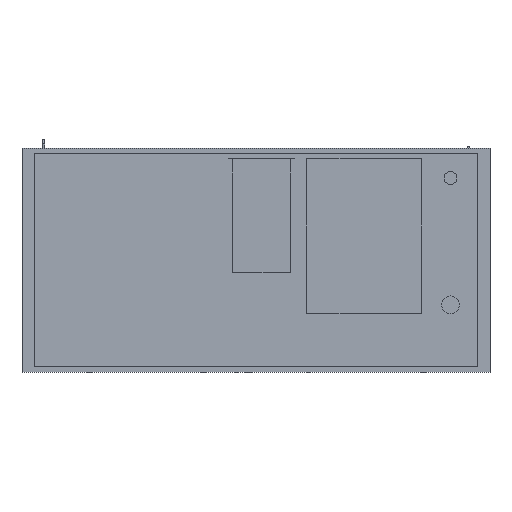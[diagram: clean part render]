
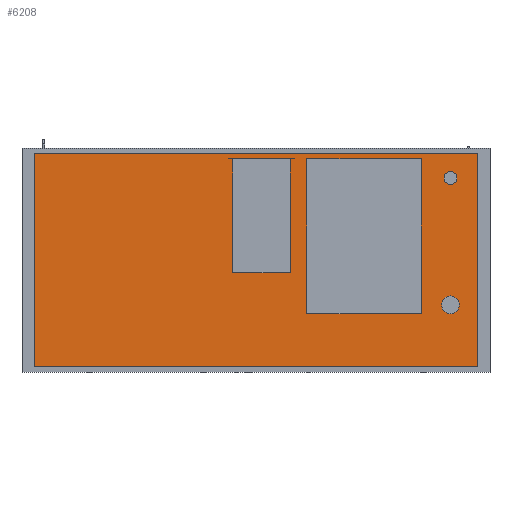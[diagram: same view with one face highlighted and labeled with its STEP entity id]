
A CAD part, front view. The second image highlights one B-rep face of the part: STEP entity #6208.
In plain terms, the highlighted planar face has unit normal (0, -1, 0).
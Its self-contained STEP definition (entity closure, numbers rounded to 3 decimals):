
#426=FACE_OUTER_BOUND('',#835,.T.);
#835=EDGE_LOOP('',(#4163,#4164,#4165,#4166));
#1264=LINE('',#9238,#1960);
#1266=LINE('',#9242,#1962);
#1267=LINE('',#9244,#1963);
#1268=LINE('',#9245,#1964);
#1960=VECTOR('',#7333,10.);
#1962=VECTOR('',#7337,10.);
#1963=VECTOR('',#7338,10.);
#1964=VECTOR('',#7339,10.);
#2647=VERTEX_POINT('',#9235);
#2648=VERTEX_POINT('',#9237);
#2649=VERTEX_POINT('',#9241);
#2650=VERTEX_POINT('',#9243);
#3248=EDGE_CURVE('',#2647,#2648,#1264,.T.);
#3250=EDGE_CURVE('',#2649,#2647,#1266,.T.);
#3251=EDGE_CURVE('',#2650,#2649,#1267,.T.);
#3252=EDGE_CURVE('',#2648,#2650,#1268,.T.);
#4163=ORIENTED_EDGE('',*,*,#3250,.F.);
#4164=ORIENTED_EDGE('',*,*,#3251,.F.);
#4165=ORIENTED_EDGE('',*,*,#3252,.F.);
#4166=ORIENTED_EDGE('',*,*,#3248,.F.);
#5895=PLANE('',#6691);
#6208=ADVANCED_FACE('',(#426),#5895,.T.);
#6691=AXIS2_PLACEMENT_3D('',#9240,#7335,#7336);
#7333=DIRECTION('',(0.,0.,1.));
#7335=DIRECTION('center_axis',(0.,-1.,0.));
#7336=DIRECTION('ref_axis',(0.,0.,-1.));
#7337=DIRECTION('',(-1.,0.,0.));
#7338=DIRECTION('',(0.,0.,-1.));
#7339=DIRECTION('',(1.,0.,0.));
#9235=CARTESIAN_POINT('',(-687.5,-185.,-330.));
#9237=CARTESIAN_POINT('',(-687.5,-185.,330.));
#9238=CARTESIAN_POINT('',(-687.5,-185.,330.));
#9240=CARTESIAN_POINT('Origin',(0.,-185.,330.));
#9241=CARTESIAN_POINT('',(687.5,-185.,-330.));
#9242=CARTESIAN_POINT('',(0.,-185.,-330.));
#9243=CARTESIAN_POINT('',(687.5,-185.,330.));
#9244=CARTESIAN_POINT('',(687.5,-185.,330.));
#9245=CARTESIAN_POINT('',(0.,-185.,330.));
